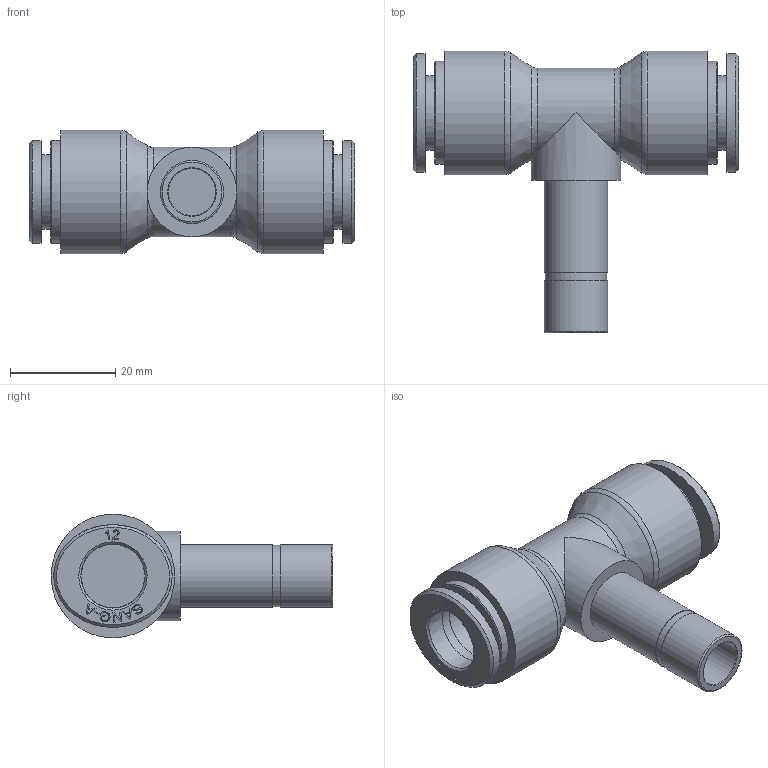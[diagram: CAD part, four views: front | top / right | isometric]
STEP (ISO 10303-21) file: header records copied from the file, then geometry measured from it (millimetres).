
FILE_DESCRIPTION((''),'2;1');
FILE_NAME('PTJ 12.stp','2020-03-19T12:00:50',('user'),(''),'Autodesk Inventor 2013','Autodesk Inventor 2013','');
FILE_SCHEMA(('AUTOMOTIVE_DESIGN { 1 0 10303 214 1 1 1 1 }'));
Length unit declared in the file: millimetre
Products named in the file (5): 조립품7; HR-PTJ 12 BODY; HR-COLLAR 12; HR-Collar 12L(SUS); HR-SLEEVE 12
Assembly tree (5 placements, depth 3):
  조립품7
    HR-PTJ 12 BODY
    HR-COLLAR 12  x2
      HR-Collar 12L(SUS)
      HR-SLEEVE 12
Bounding box: 61.8 x 53.55 x 23.5 mm (x, y, z)
Volume: 17130.5 mm3; surface area: 10855.7 mm2
Topology: 5 solids, 5 shells, 257 faces, 649 edges, 430 vertices
Faces by surface type: plane 145, bspline 80, cylinder 16, cone 11, torus 5
Full cylindrical faces by diameter (mm): 9 x1, 11.7 x1, 12 x2, 12.18 x2, 12.2 x2, 14.2 x2, 17 x1, 19.6 x2, 23.5 x2
Entity records: 4540 total; most frequent: CARTESIAN_POINT 1382, ORIENTED_EDGE 646, DIRECTION 504, EDGE_CURVE 323, VERTEX_POINT 227, VECTOR 198, LINE 198, EDGE_LOOP 186
